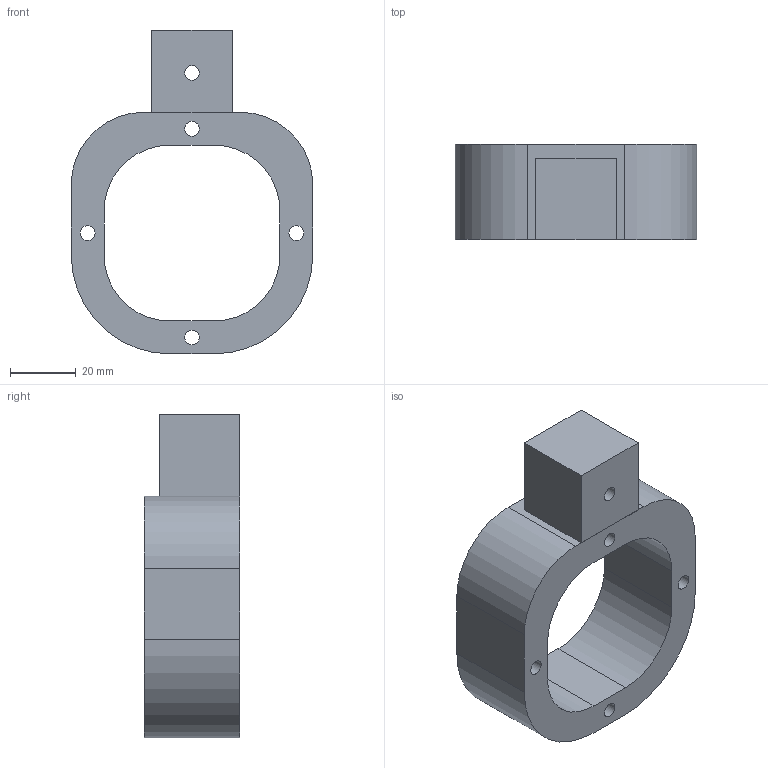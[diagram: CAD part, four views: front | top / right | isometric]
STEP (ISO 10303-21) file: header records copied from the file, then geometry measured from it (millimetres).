
FILE_DESCRIPTION(/* description */ (''),/* implementation_level */ '2;1');
FILE_NAME(/* name */ 'Motor_Bracket.prt.step',/* time_stamp */ '2021-10-28T10:52:34+01:00',/* author */ (''),/* organization */ (''),/* preprocessor_version */ 'ST-DEVELOPER v15',/* originating_system */ 'SIEMENS PLM Software NX 9.0',/* authorisation */ '');
FILE_SCHEMA (('AUTOMOTIVE_DESIGN { 1 0 10303 214 3 1 1 1 }'));
Length unit declared in the file: millimetre
Products named in the file (1): Motor_Bracket
Bounding box: 73.5 x 29 x 98.5 mm (x, y, z)
Volume: 79162.7 mm3; surface area: 22498.2 mm2
Topology: 2 solids, 2 shells, 29 faces, 80 edges, 55 vertices
Faces by surface type: plane 16, cylinder 13
Full cylindrical faces by diameter (mm): 4.5 x5
Entity records: 923 total; most frequent: DIRECTION 156, CARTESIAN_POINT 150, ORIENTED_EDGE 140, EDGE_CURVE 70, AXIS2_PLACEMENT_3D 56, VERTEX_POINT 50, EDGE_LOOP 46, LINE 44
